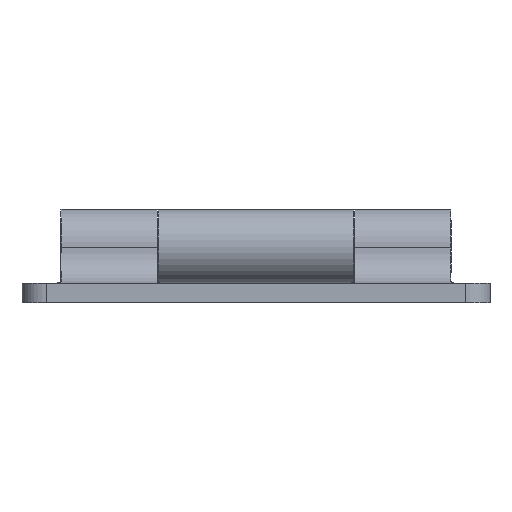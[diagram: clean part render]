
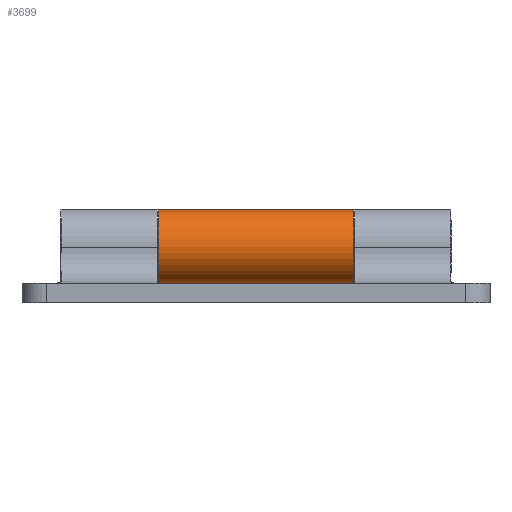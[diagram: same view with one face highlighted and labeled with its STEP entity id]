
A CAD part, left-side view. The second image highlights one B-rep face of the part: STEP entity #3699.
In plain terms, the highlighted cylindrical face has radius 7.65 mm (diameter 15.3 mm), a partial arc.
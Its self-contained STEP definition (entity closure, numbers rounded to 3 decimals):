
#173 = DIRECTION ( 'NONE',  ( 0., -1., 0. ) ) ;
#182 = CARTESIAN_POINT ( 'NONE',  ( -10.5, 20., 2.3 ) ) ;
#222 = DIRECTION ( 'NONE',  ( 0., 0., -1. ) ) ;
#296 = EDGE_CURVE ( 'NONE', #2681, #3979, #4287, .T. ) ;
#445 = ORIENTED_EDGE ( 'NONE', *, *, #3133, .T. ) ;
#518 = EDGE_CURVE ( 'NONE', #923, #617, #4446, .T. ) ;
#553 = ORIENTED_EDGE ( 'NONE', *, *, #518, .T. ) ;
#617 = VERTEX_POINT ( 'NONE', #3344 ) ;
#923 = VERTEX_POINT ( 'NONE', #4151 ) ;
#1097 = CARTESIAN_POINT ( 'NONE',  ( -10.5, 20., 9.95 ) ) ;
#1268 = AXIS2_PLACEMENT_3D ( 'NONE', #3316, #3405, #3937 ) ;
#1316 = AXIS2_PLACEMENT_3D ( 'NONE', #3307, #3378, #4388 ) ;
#1371 = FACE_OUTER_BOUND ( 'NONE', #4573, .T. ) ;
#1489 = DIRECTION ( 'NONE',  ( 0., -1., 0. ) ) ;
#1506 = CARTESIAN_POINT ( 'NONE',  ( -10.5, 20., 9.95 ) ) ;
#1728 = ORIENTED_EDGE ( 'NONE', *, *, #1843, .F. ) ;
#1843 = EDGE_CURVE ( 'NONE', #3979, #617, #3372, .T. ) ;
#2363 = DIRECTION ( 'NONE',  ( 0., -1., 0. ) ) ;
#2383 = CARTESIAN_POINT ( 'NONE',  ( -10.5, 20., -5.35 ) ) ;
#2586 = VECTOR ( 'NONE', #1489, 1000. ) ;
#2681 = VERTEX_POINT ( 'NONE', #3293 ) ;
#2744 = AXIS2_PLACEMENT_3D ( 'NONE', #182, #173, #222 ) ;
#3133 = EDGE_CURVE ( 'NONE', #2681, #923, #3177, .T. ) ;
#3177 = LINE ( 'NONE', #2383, #4245 ) ;
#3293 = CARTESIAN_POINT ( 'NONE',  ( -10.5, 20., -5.35 ) ) ;
#3307 = CARTESIAN_POINT ( 'NONE',  ( -10.5, 20., 2.3 ) ) ;
#3316 = CARTESIAN_POINT ( 'NONE',  ( -10.5, -20., 2.3 ) ) ;
#3344 = CARTESIAN_POINT ( 'NONE',  ( -10.5, -20., 9.95 ) ) ;
#3372 = LINE ( 'NONE', #1506, #2586 ) ;
#3378 = DIRECTION ( 'NONE',  ( 0., 1., 0. ) ) ;
#3405 = DIRECTION ( 'NONE',  ( 0., 1., 0. ) ) ;
#3699 = ADVANCED_FACE ( 'NONE', ( #1371 ), #4418, .T. ) ;
#3937 = DIRECTION ( 'NONE',  ( 0., 0., -1. ) ) ;
#3968 = ORIENTED_EDGE ( 'NONE', *, *, #296, .F. ) ;
#3979 = VERTEX_POINT ( 'NONE', #1097 ) ;
#4151 = CARTESIAN_POINT ( 'NONE',  ( -10.5, -20., -5.35 ) ) ;
#4245 = VECTOR ( 'NONE', #2363, 1000. ) ;
#4287 = CIRCLE ( 'NONE', #1316, 7.65 ) ;
#4388 = DIRECTION ( 'NONE',  ( 0., 0., -1. ) ) ;
#4418 = CYLINDRICAL_SURFACE ( 'NONE', #2744, 7.65 ) ;
#4446 = CIRCLE ( 'NONE', #1268, 7.65 ) ;
#4573 = EDGE_LOOP ( 'NONE', ( #1728, #3968, #445, #553 ) ) ;
